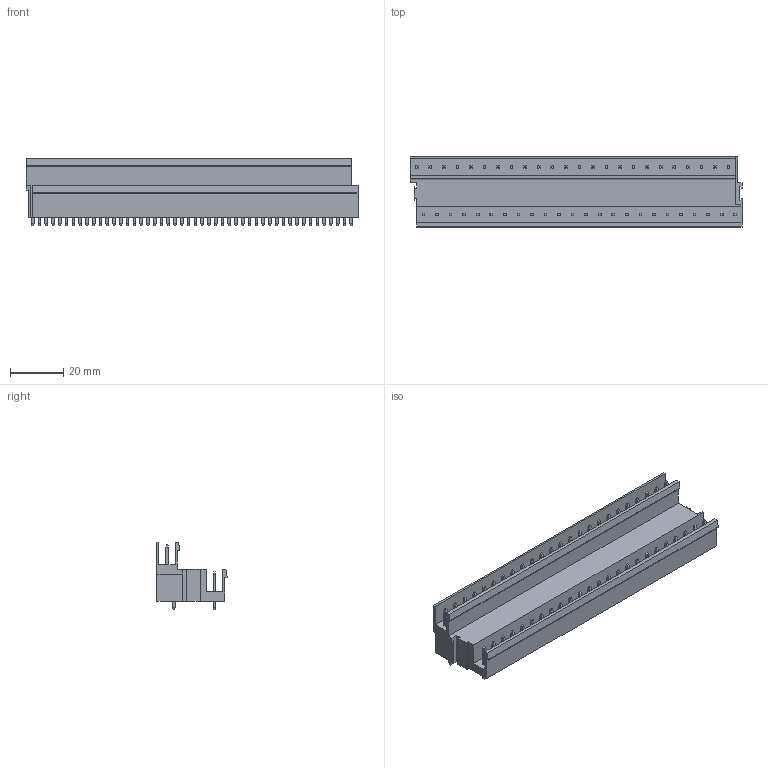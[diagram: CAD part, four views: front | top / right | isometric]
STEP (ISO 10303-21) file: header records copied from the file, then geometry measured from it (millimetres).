
FILE_DESCRIPTION(('CATIA V5 STEP Exchange','CAx-IF Rec.Pracs.--- Model Styling and Organization---1.2---2011-12-15'),'2;1');
FILE_NAME ('D1454974_0_1725870000_1725870000.stp','2018-11-03T11:11:36+00:00',('none'),('Weidmueller'),'CATIA Version 5-6 Release 2014','CATIA V5 STEP AP214','none');
FILE_SCHEMA(('AUTOMOTIVE_DESIGN { 1 0 10303 214 1 1 1 1 }'));
Length unit declared in the file: millimetre
Products named in the file (1): 1725870000
Bounding box: 124.46 x 26.28 x 25.36 mm (x, y, z)
Volume: 35096.4 mm3; surface area: 22138.3 mm2
Topology: 49 solids, 49 shells, 1295 faces, 3207 edges, 2010 vertices
Faces by surface type: plane 1103, cylinder 192
Entity records: 33012 total; most frequent: ORIENTED_EDGE 6414, CARTESIAN_POINT 6059, DIRECTION 3737, EDGE_CURVE 3207, VECTOR 2439, LINE 2439, VERTEX_POINT 2010, EDGE_LOOP 1391
